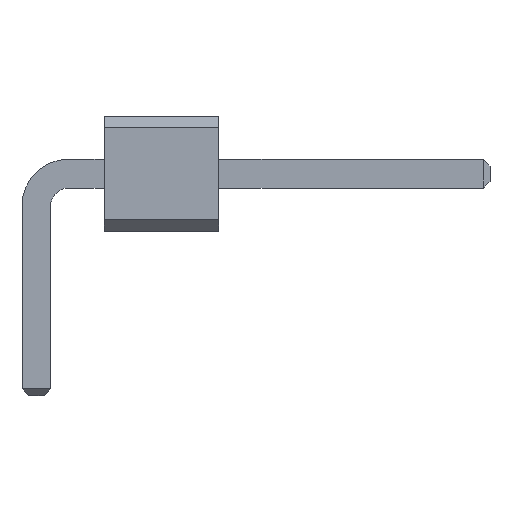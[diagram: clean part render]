
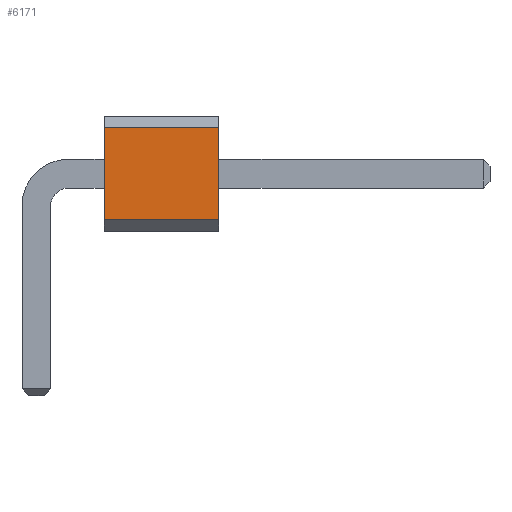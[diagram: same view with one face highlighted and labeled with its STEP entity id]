
A CAD part, front view. The second image highlights one B-rep face of the part: STEP entity #6171.
In plain terms, the highlighted planar face has unit normal (0, -1, 0).
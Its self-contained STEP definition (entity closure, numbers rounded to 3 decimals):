
#623 = VERTEX_POINT('',#624);
#624 = CARTESIAN_POINT('',(4.04,-57.15,2.29));
#630 = EDGE_CURVE('',#631,#623,#633,.T.);
#631 = VERTEX_POINT('',#632);
#632 = CARTESIAN_POINT('',(4.04,-57.15,0.25));
#633 = LINE('',#634,#635);
#634 = CARTESIAN_POINT('',(4.04,-57.15,0.));
#635 = VECTOR('',#636,1.);
#636 = DIRECTION('',(0.,0.,1.));
#2549 = VERTEX_POINT('',#2550);
#2550 = CARTESIAN_POINT('',(1.5,-57.15,0.25));
#2556 = EDGE_CURVE('',#2549,#2557,#2559,.T.);
#2557 = VERTEX_POINT('',#2558);
#2558 = CARTESIAN_POINT('',(1.5,-57.15,2.29));
#2559 = LINE('',#2560,#2561);
#2560 = CARTESIAN_POINT('',(1.5,-57.15,0.));
#2561 = VECTOR('',#2562,1.);
#2562 = DIRECTION('',(0.,0.,1.));
#6161 = EDGE_CURVE('',#631,#2549,#6162,.T.);
#6162 = LINE('',#6163,#6164);
#6163 = CARTESIAN_POINT('',(4.04,-57.15,0.25));
#6164 = VECTOR('',#6165,1.);
#6165 = DIRECTION('',(-1.,0.,0.));
#6171 = ADVANCED_FACE('',(#6172),#6183,.F.);
#6172 = FACE_BOUND('',#6173,.F.);
#6173 = EDGE_LOOP('',(#6174,#6175,#6176,#6177));
#6174 = ORIENTED_EDGE('',*,*,#630,.F.);
#6175 = ORIENTED_EDGE('',*,*,#6161,.T.);
#6176 = ORIENTED_EDGE('',*,*,#2556,.T.);
#6177 = ORIENTED_EDGE('',*,*,#6178,.F.);
#6178 = EDGE_CURVE('',#623,#2557,#6179,.T.);
#6179 = LINE('',#6180,#6181);
#6180 = CARTESIAN_POINT('',(4.04,-57.15,2.29));
#6181 = VECTOR('',#6182,1.);
#6182 = DIRECTION('',(-1.,0.,0.));
#6183 = PLANE('',#6184);
#6184 = AXIS2_PLACEMENT_3D('',#6185,#6186,#6187);
#6185 = CARTESIAN_POINT('',(4.04,-57.15,0.));
#6186 = DIRECTION('',(0.,1.,0.));
#6187 = DIRECTION('',(0.,0.,1.));
